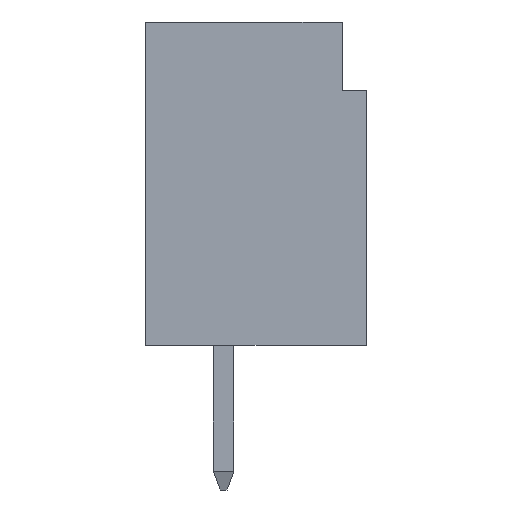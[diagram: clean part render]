
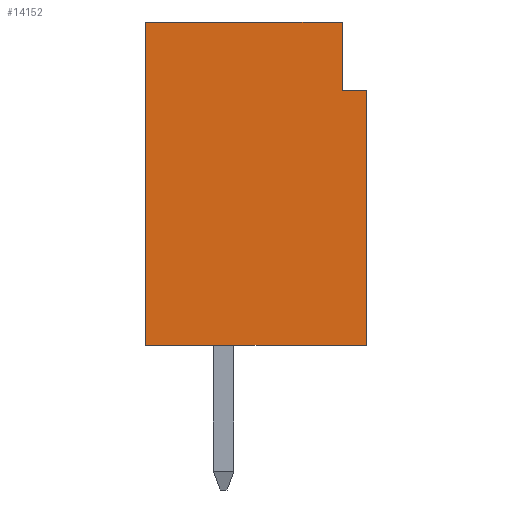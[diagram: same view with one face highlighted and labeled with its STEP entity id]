
A CAD part, left-side view. The second image highlights one B-rep face of the part: STEP entity #14152.
In plain terms, the highlighted planar face has unit normal (-1, 0, 0).
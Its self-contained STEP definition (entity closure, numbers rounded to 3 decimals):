
#246 = VERTEX_POINT ( 'NONE', #8054 ) ;
#1035 = DIRECTION ( 'NONE',  ( 0., 0., -1. ) ) ;
#1046 = ORIENTED_EDGE ( 'NONE', *, *, #5638, .T. ) ;
#1370 = VERTEX_POINT ( 'NONE', #1584 ) ;
#1584 = CARTESIAN_POINT ( 'NONE',  ( -2.125, 1.6, 4.7 ) ) ;
#1887 = LINE ( 'NONE', #4013, #5962 ) ;
#3032 = CARTESIAN_POINT ( 'NONE',  ( -2.125, -1.6, 4.7 ) ) ;
#3536 = VERTEX_POINT ( 'NONE', #3758 ) ;
#3758 = CARTESIAN_POINT ( 'NONE',  ( -2.125, -1.25, 4.7 ) ) ;
#3875 = ORIENTED_EDGE ( 'NONE', *, *, #8546, .F. ) ;
#4013 = CARTESIAN_POINT ( 'NONE',  ( -2.125, -1.6, 3.7 ) ) ;
#4620 = CARTESIAN_POINT ( 'NONE',  ( -2.125, -1.6, 0. ) ) ;
#5024 = DIRECTION ( 'NONE',  ( 0., 0., -1. ) ) ;
#5354 = VERTEX_POINT ( 'NONE', #7192 ) ;
#5417 = ORIENTED_EDGE ( 'NONE', *, *, #14472, .F. ) ;
#5517 = VECTOR ( 'NONE', #6710, 1000. ) ;
#5638 = EDGE_CURVE ( 'NONE', #1370, #8447, #9537, .T. ) ;
#5944 = AXIS2_PLACEMENT_3D ( 'NONE', #3032, #14277, #1035 ) ;
#5962 = VECTOR ( 'NONE', #9733, 1000. ) ;
#6400 = EDGE_LOOP ( 'NONE', ( #3875, #10077, #5417, #1046, #7885, #12976 ) ) ;
#6710 = DIRECTION ( 'NONE',  ( 0., 0., 1. ) ) ;
#6730 = CARTESIAN_POINT ( 'NONE',  ( -2.125, 1.6, 0. ) ) ;
#6782 = CARTESIAN_POINT ( 'NONE',  ( -2.125, -1.25, 3.7 ) ) ;
#7192 = CARTESIAN_POINT ( 'NONE',  ( -2.125, -1.6, 3.7 ) ) ;
#7885 = ORIENTED_EDGE ( 'NONE', *, *, #9818, .T. ) ;
#7932 = VERTEX_POINT ( 'NONE', #9234 ) ;
#8016 = LINE ( 'NONE', #11465, #9014 ) ;
#8054 = CARTESIAN_POINT ( 'NONE',  ( -2.125, -1.6, 0. ) ) ;
#8070 = VECTOR ( 'NONE', #12714, 1000. ) ;
#8086 = DIRECTION ( 'NONE',  ( 0., -1., 0. ) ) ;
#8338 = CARTESIAN_POINT ( 'NONE',  ( -2.125, -1.6, 4.7 ) ) ;
#8447 = VERTEX_POINT ( 'NONE', #6730 ) ;
#8546 = EDGE_CURVE ( 'NONE', #7932, #5354, #1887, .T. ) ;
#8556 = VECTOR ( 'NONE', #5024, 1000. ) ;
#9014 = VECTOR ( 'NONE', #8086, 1000. ) ;
#9234 = CARTESIAN_POINT ( 'NONE',  ( -2.125, -1.25, 3.7 ) ) ;
#9380 = LINE ( 'NONE', #4620, #8070 ) ;
#9537 = LINE ( 'NONE', #13954, #9861 ) ;
#9733 = DIRECTION ( 'NONE',  ( 0., -1., 0. ) ) ;
#9788 = FACE_OUTER_BOUND ( 'NONE', #6400, .T. ) ;
#9818 = EDGE_CURVE ( 'NONE', #8447, #246, #9380, .T. ) ;
#9861 = VECTOR ( 'NONE', #12715, 1000. ) ;
#10077 = ORIENTED_EDGE ( 'NONE', *, *, #12333, .T. ) ;
#11260 = EDGE_CURVE ( 'NONE', #5354, #246, #14230, .T. ) ;
#11465 = CARTESIAN_POINT ( 'NONE',  ( -2.125, -1.6, 4.7 ) ) ;
#12333 = EDGE_CURVE ( 'NONE', #7932, #3536, #12383, .T. ) ;
#12383 = LINE ( 'NONE', #6782, #5517 ) ;
#12714 = DIRECTION ( 'NONE',  ( 0., -1., 0. ) ) ;
#12715 = DIRECTION ( 'NONE',  ( 0., 0., -1. ) ) ;
#12976 = ORIENTED_EDGE ( 'NONE', *, *, #11260, .F. ) ;
#13117 = PLANE ( 'NONE',  #5944 ) ;
#13954 = CARTESIAN_POINT ( 'NONE',  ( -2.125, 1.6, 4.7 ) ) ;
#14152 = ADVANCED_FACE ( 'NONE', ( #9788 ), #13117, .F. ) ;
#14230 = LINE ( 'NONE', #8338, #8556 ) ;
#14277 = DIRECTION ( 'NONE',  ( 1., 0., 0. ) ) ;
#14472 = EDGE_CURVE ( 'NONE', #1370, #3536, #8016, .T. ) ;
